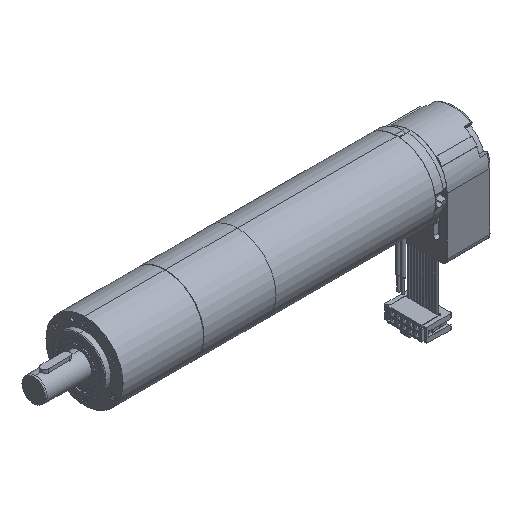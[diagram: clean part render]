
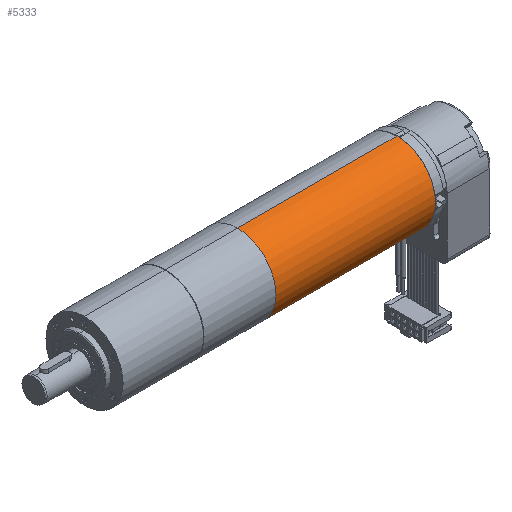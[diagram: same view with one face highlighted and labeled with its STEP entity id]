
A CAD part, isometric view. The second image highlights one B-rep face of the part: STEP entity #5333.
In plain terms, the highlighted cylindrical face has radius 16 mm (diameter 32 mm), a partial arc.
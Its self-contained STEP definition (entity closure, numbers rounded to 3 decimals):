
#5333=ADVANCED_FACE('',(#10551),#10552,.T.);
#10551=FACE_OUTER_BOUND('',#15798,.T.);
#10552=CYLINDRICAL_SURFACE('',#15799,16.0);
#15798=EDGE_LOOP('',(#31192,#31193,#31194,#31195));
#15799=AXIS2_PLACEMENT_3D('',#31196,#31197,#31198);
#31192=ORIENTED_EDGE('',*,*,#37240,.F.);
#31193=ORIENTED_EDGE('',*,*,#37241,.T.);
#31194=ORIENTED_EDGE('',*,*,#37242,.F.);
#31195=ORIENTED_EDGE('',*,*,#37243,.F.);
#31196=CARTESIAN_POINT('',(96.64,0.0,0.0));
#31197=DIRECTION('',(1.0,0.0,-0.0));
#31198=DIRECTION('',(0.0,0.0,1.0));
#37240=EDGE_CURVE('',#46027,#46028,#46029,.T.);
#37241=EDGE_CURVE('',#46027,#46030,#46031,.T.);
#37242=EDGE_CURVE('',#46032,#46030,#46033,.T.);
#37243=EDGE_CURVE('',#46028,#46032,#46034,.T.);
#46027=VERTEX_POINT('',#58767);
#46028=VERTEX_POINT('',#58768);
#46029=LINE('',#58769,#58770);
#46030=VERTEX_POINT('',#58771);
#46031=CIRCLE('',#58772,16.0);
#46032=VERTEX_POINT('',#58773);
#46033=LINE('',#58774,#58775);
#46034=CIRCLE('',#58776,16.0);
#58767=CARTESIAN_POINT('',(63.54,0.0,16.0));
#58768=CARTESIAN_POINT('',(129.74,0.0,16.0));
#58769=CARTESIAN_POINT('',(96.64,0.,16.0));
#58770=VECTOR('',#64598,1.0);
#58771=CARTESIAN_POINT('',(63.54,0.,-16.0));
#58772=AXIS2_PLACEMENT_3D('',#64599,#64600,#64601);
#58773=CARTESIAN_POINT('',(129.74,0.,-16.0));
#58774=CARTESIAN_POINT('',(96.64,0.,-16.0));
#58775=VECTOR('',#64602,1.0);
#58776=AXIS2_PLACEMENT_3D('',#64603,#64604,#64605);
#64598=DIRECTION('',(1.0,0.0,0.0));
#64599=CARTESIAN_POINT('',(63.54,0.0,0.0));
#64600=DIRECTION('',(1.0,0.0,-0.0));
#64601=DIRECTION('',(0.0,0.0,1.0));
#64602=DIRECTION('',(-1.0,-0.0,-0.0));
#64603=CARTESIAN_POINT('',(129.74,0.0,0.0));
#64604=DIRECTION('',(1.0,0.0,-0.0));
#64605=DIRECTION('',(0.0,0.0,1.0));
